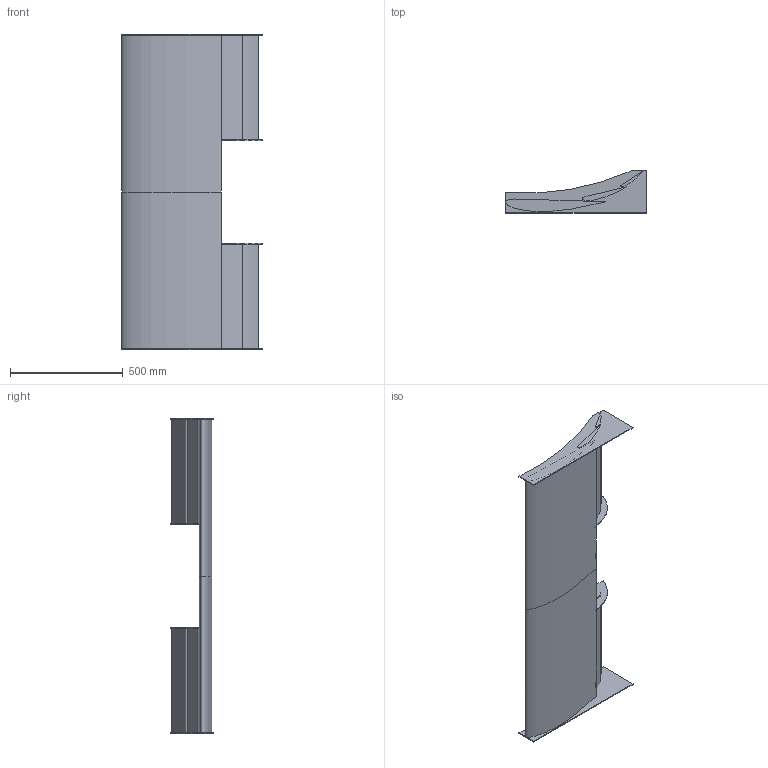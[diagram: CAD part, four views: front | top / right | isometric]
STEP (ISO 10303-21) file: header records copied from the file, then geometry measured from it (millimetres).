
FILE_DESCRIPTION (( 'STEP AP203' ), '1' );
FILE_NAME ('front wing.STEP', '2024-07-11T14:52:45', ( '' ), ( '' ), 'SwSTEP 2.0', 'SolidWorks 2022', '' );
FILE_SCHEMA (( 'CONFIG_CONTROL_DESIGN' ));
Length unit declared in the file: millimetre
Products named in the file (1): front wing
Bounding box: 624.59 x 188.04 x 1397.8 mm (x, y, z)
Volume: 21056415.2 mm3; surface area: 2338255.2 mm2
Topology: 6 solids, 6 shells, 48 faces, 96 edges, 64 vertices
Faces by surface type: plane 34, bspline 8, cylinder 6
Entity records: 2163 total; most frequent: CARTESIAN_POINT 1129, ORIENTED_EDGE 192, DIRECTION 174, EDGE_CURVE 96, LINE 68, VECTOR 68, VERTEX_POINT 64, AXIS2_PLACEMENT_3D 53
